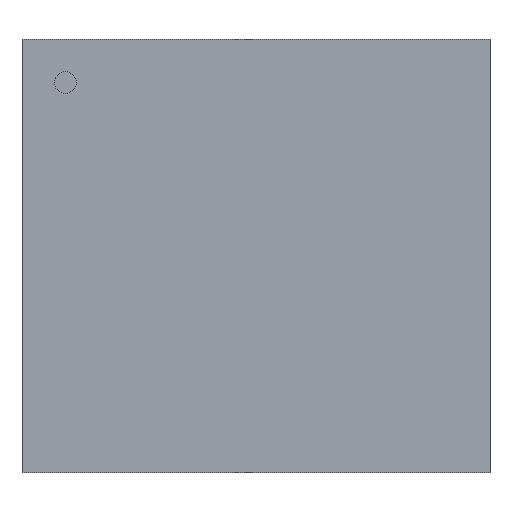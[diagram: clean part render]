
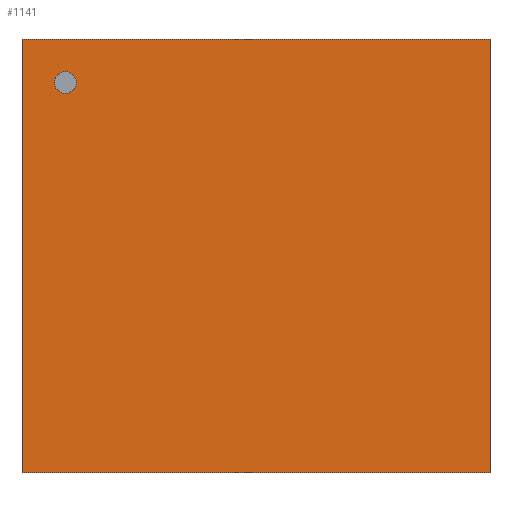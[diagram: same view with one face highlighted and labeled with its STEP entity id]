
A CAD part, top view. The second image highlights one B-rep face of the part: STEP entity #1141.
In plain terms, the highlighted planar face has unit normal (0, 0, 1).
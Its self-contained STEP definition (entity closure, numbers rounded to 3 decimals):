
#917=CARTESIAN_POINT('',(2.057,-1.905,0.61));
#916=VERTEX_POINT('',#917);
#927=CARTESIAN_POINT('',(-2.057,-1.905,0.61));
#926=VERTEX_POINT('',#927);
#925=EDGE_CURVE('',#926,#916,#930,.T.);
#930=LINE('',#927,#932);
#932=VECTOR('',#933,4.115);
#933=DIRECTION('',(1.0,0.0,0.0));
#966=CARTESIAN_POINT('',(2.057,1.905,0.61));
#965=VERTEX_POINT('',#966);
#974=EDGE_CURVE('',#916,#965,#979,.T.);
#979=LINE('',#917,#981);
#981=VECTOR('',#982,3.81);
#982=DIRECTION('',(0.0,1.0,0.0));
#1015=CARTESIAN_POINT('',(-2.057,1.905,0.61));
#1014=VERTEX_POINT('',#1015);
#1023=EDGE_CURVE('',#965,#1014,#1028,.T.);
#1028=LINE('',#966,#1030);
#1030=VECTOR('',#1031,4.115);
#1031=DIRECTION('',(-1.0,0.0,0.0));
#1072=EDGE_CURVE('',#1014,#926,#1077,.T.);
#1077=LINE('',#1015,#1079);
#1079=VECTOR('',#1080,3.81);
#1080=DIRECTION('',(0.0,-1.0,0.0));
#1141=ADVANCED_FACE('',(#1147),#1142,.T.);
#1142=PLANE('',#1143);
#1143=AXIS2_PLACEMENT_3D('',#1144,#1145,#1146);
#1144=CARTESIAN_POINT('',(-2.057,-1.905,0.61));
#1145=DIRECTION('',(0.0,0.0,1.0));
#1146=DIRECTION('',(0.,1.,0.));
#1147=FACE_OUTER_BOUND('',#1148,.T.);
#1148=EDGE_LOOP('',(#1149,#1159,#1169,#1179));
#1149=ORIENTED_EDGE('',*,*,#925,.T.);
#1159=ORIENTED_EDGE('',*,*,#974,.T.);
#1169=ORIENTED_EDGE('',*,*,#1023,.T.);
#1179=ORIENTED_EDGE('',*,*,#1072,.T.);
